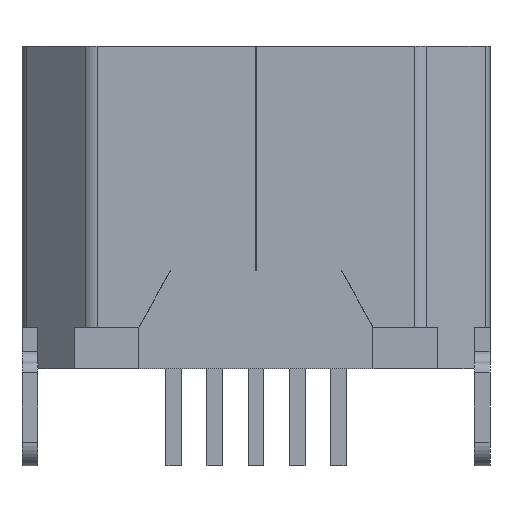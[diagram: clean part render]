
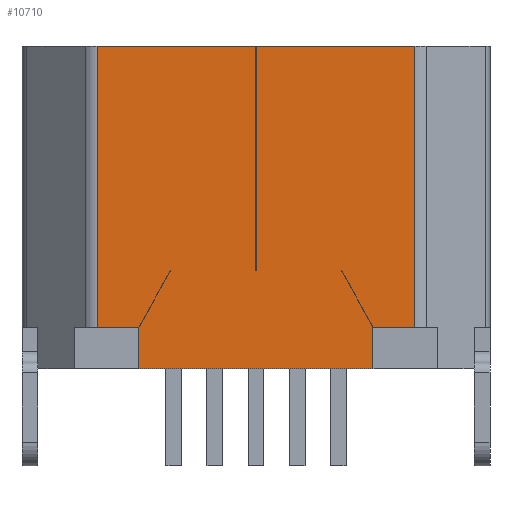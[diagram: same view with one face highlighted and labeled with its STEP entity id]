
A CAD part, front view. The second image highlights one B-rep face of the part: STEP entity #10710.
In plain terms, the highlighted planar face has unit normal (0, -1, 0).
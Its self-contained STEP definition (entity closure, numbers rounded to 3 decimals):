
#5322 = VERTEX_POINT('',#5323);
#5323 = CARTESIAN_POINT('',(3.812,-1.345,0.74));
#5330 = EDGE_CURVE('',#5322,#5331,#5333,.T.);
#5331 = VERTEX_POINT('',#5332);
#5332 = CARTESIAN_POINT('',(3.155,-1.345,0.74));
#5333 = LINE('',#5334,#5335);
#5334 = CARTESIAN_POINT('',(3.812,-1.345,0.74));
#5335 = VECTOR('',#5336,1.);
#5336 = DIRECTION('',(-1.,0.,0.));
#5361 = EDGE_CURVE('',#5331,#5362,#5364,.T.);
#5362 = VERTEX_POINT('',#5363);
#5363 = CARTESIAN_POINT('',(2.655,-1.345,1.64));
#5364 = LINE('',#5365,#5366);
#5365 = CARTESIAN_POINT('',(3.155,-1.345,0.74));
#5366 = VECTOR('',#5367,1.);
#5367 = DIRECTION('',(-0.486,0.,0.874
    ));
#5392 = EDGE_CURVE('',#5393,#5362,#5395,.T.);
#5393 = VERTEX_POINT('',#5394);
#5394 = CARTESIAN_POINT('',(2.65,-1.345,1.64));
#5395 = LINE('',#5396,#5397);
#5396 = CARTESIAN_POINT('',(2.65,-1.345,1.64));
#5397 = VECTOR('',#5398,1.);
#5398 = DIRECTION('',(1.,0.,0.));
#5422 = EDGE_CURVE('',#5393,#5423,#5425,.T.);
#5423 = VERTEX_POINT('',#5424);
#5424 = CARTESIAN_POINT('',(3.15,-1.345,0.74));
#5425 = LINE('',#5426,#5427);
#5426 = CARTESIAN_POINT('',(2.65,-1.345,1.64));
#5427 = VECTOR('',#5428,1.);
#5428 = DIRECTION('',(0.486,0.,-0.874)
  );
#5464 = VERTEX_POINT('',#5465);
#5465 = CARTESIAN_POINT('',(-0.55,-1.345,0.74));
#5471 = EDGE_CURVE('',#5464,#5472,#5474,.T.);
#5472 = VERTEX_POINT('',#5473);
#5473 = CARTESIAN_POINT('',(-0.05,-1.345,1.64));
#5474 = LINE('',#5475,#5476);
#5475 = CARTESIAN_POINT('',(-0.55,-1.345,0.74));
#5476 = VECTOR('',#5477,1.);
#5477 = DIRECTION('',(0.486,0.,0.874)
  );
#5494 = EDGE_CURVE('',#5495,#5472,#5497,.T.);
#5495 = VERTEX_POINT('',#5496);
#5496 = CARTESIAN_POINT('',(-0.055,-1.345,1.64));
#5497 = LINE('',#5498,#5499);
#5498 = CARTESIAN_POINT('',(-0.055,-1.345,1.64));
#5499 = VECTOR('',#5500,1.);
#5500 = DIRECTION('',(1.,0.,0.));
#5525 = EDGE_CURVE('',#5495,#5526,#5528,.T.);
#5526 = VERTEX_POINT('',#5527);
#5527 = CARTESIAN_POINT('',(-0.555,-1.345,0.74));
#5528 = LINE('',#5529,#5530);
#5529 = CARTESIAN_POINT('',(-0.055,-1.345,1.64));
#5530 = VECTOR('',#5531,1.);
#5531 = DIRECTION('',(-0.486,0.,-0.874
    ));
#5556 = EDGE_CURVE('',#5526,#5557,#5559,.T.);
#5557 = VERTEX_POINT('',#5558);
#5558 = CARTESIAN_POINT('',(-1.212,-1.345,0.74));
#5559 = LINE('',#5560,#5561);
#5560 = CARTESIAN_POINT('',(-0.555,-1.345,0.74));
#5561 = VECTOR('',#5562,1.);
#5562 = DIRECTION('',(-1.,0.,0.));
#6491 = EDGE_CURVE('',#6492,#5464,#6494,.T.);
#6492 = VERTEX_POINT('',#6493);
#6493 = CARTESIAN_POINT('',(-0.55,-1.345,0.09));
#6494 = LINE('',#6495,#6496);
#6495 = CARTESIAN_POINT('',(-0.55,-1.345,0.09));
#6496 = VECTOR('',#6497,1.);
#6497 = DIRECTION('',(0.,0.,1.));
#6516 = EDGE_CURVE('',#5423,#6517,#6519,.T.);
#6517 = VERTEX_POINT('',#6518);
#6518 = CARTESIAN_POINT('',(3.15,-1.345,0.09));
#6519 = LINE('',#6520,#6521);
#6520 = CARTESIAN_POINT('',(3.15,-1.345,0.74));
#6521 = VECTOR('',#6522,1.);
#6522 = DIRECTION('',(0.,0.,-1.));
#6847 = VERTEX_POINT('',#6848);
#6848 = CARTESIAN_POINT('',(1.295,-1.345,1.64));
#6854 = EDGE_CURVE('',#6847,#6855,#6857,.T.);
#6855 = VERTEX_POINT('',#6856);
#6856 = CARTESIAN_POINT('',(1.305,-1.345,1.64));
#6857 = LINE('',#6858,#6859);
#6858 = CARTESIAN_POINT('',(1.295,-1.345,1.64));
#6859 = VECTOR('',#6860,1.);
#6860 = DIRECTION('',(1.,0.,0.));
#10508 = EDGE_CURVE('',#10509,#6847,#10511,.T.);
#10509 = VERTEX_POINT('',#10510);
#10510 = CARTESIAN_POINT('',(1.295,-1.345,5.19));
#10511 = LINE('',#10512,#10513);
#10512 = CARTESIAN_POINT('',(1.295,-1.345,5.19));
#10513 = VECTOR('',#10514,1.);
#10514 = DIRECTION('',(0.,0.,-1.));
#10541 = EDGE_CURVE('',#10542,#5557,#10544,.T.);
#10542 = VERTEX_POINT('',#10543);
#10543 = CARTESIAN_POINT('',(-1.212,-1.345,5.19));
#10544 = LINE('',#10545,#10546);
#10545 = CARTESIAN_POINT('',(-1.212,-1.345,5.19));
#10546 = VECTOR('',#10547,1.);
#10547 = DIRECTION('',(0.,0.,-1.));
#10689 = EDGE_CURVE('',#5322,#10690,#10692,.T.);
#10690 = VERTEX_POINT('',#10691);
#10691 = CARTESIAN_POINT('',(3.812,-1.345,5.19));
#10692 = LINE('',#10693,#10694);
#10693 = CARTESIAN_POINT('',(3.812,-1.345,0.74));
#10694 = VECTOR('',#10695,1.);
#10695 = DIRECTION('',(0.,0.,1.));
#10710 = ADVANCED_FACE('',(#10711),#10753,.T.);
#10711 = FACE_BOUND('',#10712,.T.);
#10712 = EDGE_LOOP('',(#10713,#10721,#10722,#10723,#10729,#10730,#10731,
    #10732,#10733,#10734,#10735,#10741,#10742,#10743,#10744,#10745,
    #10746,#10747));
#10713 = ORIENTED_EDGE('',*,*,#10714,.T.);
#10714 = EDGE_CURVE('',#10715,#6855,#10717,.T.);
#10715 = VERTEX_POINT('',#10716);
#10716 = CARTESIAN_POINT('',(1.305,-1.345,5.19));
#10717 = LINE('',#10718,#10719);
#10718 = CARTESIAN_POINT('',(1.305,-1.345,5.19));
#10719 = VECTOR('',#10720,1.);
#10720 = DIRECTION('',(0.,0.,-1.));
#10721 = ORIENTED_EDGE('',*,*,#6854,.F.);
#10722 = ORIENTED_EDGE('',*,*,#10508,.F.);
#10723 = ORIENTED_EDGE('',*,*,#10724,.T.);
#10724 = EDGE_CURVE('',#10509,#10542,#10725,.T.);
#10725 = LINE('',#10726,#10727);
#10726 = CARTESIAN_POINT('',(1.295,-1.345,5.19));
#10727 = VECTOR('',#10728,1.);
#10728 = DIRECTION('',(-1.,0.,0.));
#10729 = ORIENTED_EDGE('',*,*,#10541,.T.);
#10730 = ORIENTED_EDGE('',*,*,#5556,.F.);
#10731 = ORIENTED_EDGE('',*,*,#5525,.F.);
#10732 = ORIENTED_EDGE('',*,*,#5494,.T.);
#10733 = ORIENTED_EDGE('',*,*,#5471,.F.);
#10734 = ORIENTED_EDGE('',*,*,#6491,.F.);
#10735 = ORIENTED_EDGE('',*,*,#10736,.F.);
#10736 = EDGE_CURVE('',#6517,#6492,#10737,.T.);
#10737 = LINE('',#10738,#10739);
#10738 = CARTESIAN_POINT('',(3.15,-1.345,0.09));
#10739 = VECTOR('',#10740,1.);
#10740 = DIRECTION('',(-1.,0.,0.));
#10741 = ORIENTED_EDGE('',*,*,#6516,.F.);
#10742 = ORIENTED_EDGE('',*,*,#5422,.F.);
#10743 = ORIENTED_EDGE('',*,*,#5392,.T.);
#10744 = ORIENTED_EDGE('',*,*,#5361,.F.);
#10745 = ORIENTED_EDGE('',*,*,#5330,.F.);
#10746 = ORIENTED_EDGE('',*,*,#10689,.T.);
#10747 = ORIENTED_EDGE('',*,*,#10748,.T.);
#10748 = EDGE_CURVE('',#10690,#10715,#10749,.T.);
#10749 = LINE('',#10750,#10751);
#10750 = CARTESIAN_POINT('',(3.812,-1.345,5.19));
#10751 = VECTOR('',#10752,1.);
#10752 = DIRECTION('',(-1.,0.,0.));
#10753 = PLANE('',#10754);
#10754 = AXIS2_PLACEMENT_3D('',#10755,#10756,#10757);
#10755 = CARTESIAN_POINT('',(1.3,-1.345,1.64));
#10756 = DIRECTION('',(0.,-1.,0.));
#10757 = DIRECTION('',(0.,0.,1.));
